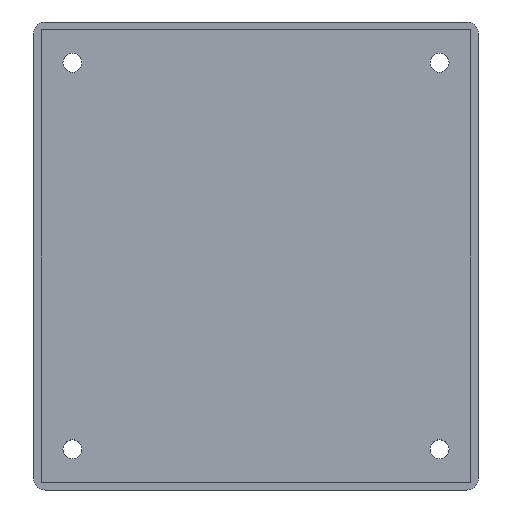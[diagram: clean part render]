
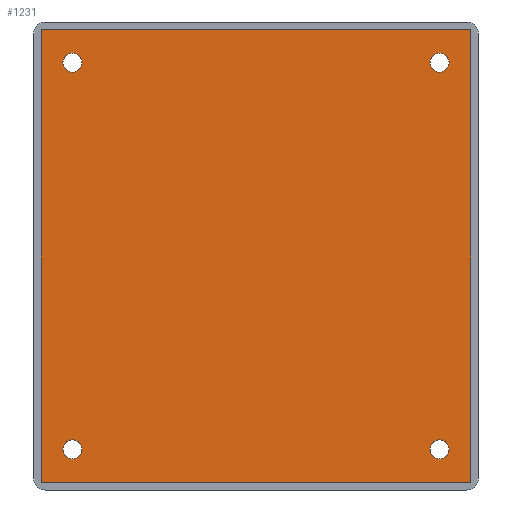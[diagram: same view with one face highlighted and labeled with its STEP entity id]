
A CAD part, top view. The second image highlights one B-rep face of the part: STEP entity #1231.
In plain terms, the highlighted planar face has unit normal (0, 0, 1).
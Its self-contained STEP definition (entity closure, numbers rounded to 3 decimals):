
#37=LINE($,#2148,#85);
#38=LINE($,#2150,#86);
#39=LINE($,#2152,#87);
#40=LINE($,#2153,#88);
#85=VECTOR($,#1785,56.4);
#86=VECTOR($,#1786,59.5);
#87=VECTOR($,#1787,56.4);
#88=VECTOR($,#1788,59.5);
#233=FACE_BOUND($,#491,.T.);
#234=FACE_BOUND($,#492,.T.);
#235=FACE_BOUND($,#493,.T.);
#236=FACE_BOUND($,#494,.T.);
#340=FACE_OUTER_BOUND($,#490,.T.);
#490=EDGE_LOOP($,(#1017,#1018,#1019,#1020));
#491=EDGE_LOOP($,(#1021));
#492=EDGE_LOOP($,(#1022));
#493=EDGE_LOOP($,(#1023));
#494=EDGE_LOOP($,(#1024));
#583=CIRCLE($,#1427,1.25);
#585=CIRCLE($,#1433,1.25);
#586=CIRCLE($,#1434,1.25);
#587=CIRCLE($,#1435,1.25);
#667=VERTEX_POINT($,#2132);
#673=VERTEX_POINT($,#2146);
#674=VERTEX_POINT($,#2147);
#675=VERTEX_POINT($,#2149);
#676=VERTEX_POINT($,#2151);
#677=VERTEX_POINT($,#2154);
#678=VERTEX_POINT($,#2156);
#679=VERTEX_POINT($,#2158);
#787=EDGE_CURVE($,#667,#667,#583,.T.);
#793=EDGE_CURVE($,#673,#674,#37,.T.);
#794=EDGE_CURVE($,#675,#673,#38,.T.);
#795=EDGE_CURVE($,#676,#675,#39,.T.);
#796=EDGE_CURVE($,#674,#676,#40,.T.);
#797=EDGE_CURVE($,#677,#677,#585,.T.);
#798=EDGE_CURVE($,#678,#678,#586,.T.);
#799=EDGE_CURVE($,#679,#679,#587,.T.);
#1017=ORIENTED_EDGE($,*,*,#793,.F.);
#1018=ORIENTED_EDGE($,*,*,#794,.F.);
#1019=ORIENTED_EDGE($,*,*,#795,.F.);
#1020=ORIENTED_EDGE($,*,*,#796,.F.);
#1021=ORIENTED_EDGE($,*,*,#787,.T.);
#1022=ORIENTED_EDGE($,*,*,#797,.F.);
#1023=ORIENTED_EDGE($,*,*,#798,.F.);
#1024=ORIENTED_EDGE($,*,*,#799,.T.);
#1139=PLANE($,#1432);
#1231=ADVANCED_FACE($,(#340,#233,#234,#235,#236),#1139,.F.);
#1427=AXIS2_PLACEMENT_3D($,#2133,#1771,#1772);
#1432=AXIS2_PLACEMENT_3D($,#2145,#1783,#1784);
#1433=AXIS2_PLACEMENT_3D($,#2155,#1789,#1790);
#1434=AXIS2_PLACEMENT_3D($,#2157,#1791,#1792);
#1435=AXIS2_PLACEMENT_3D($,#2159,#1793,#1794);
#1771=DIRECTION('center_axis',(0.,0.,
-1.));
#1772=DIRECTION('ref_axis',(-1.,0.,0.));
#1783=DIRECTION('center_axis',(0.,0.,
-1.));
#1784=DIRECTION('ref_axis',(0.,1.,0.));
#1785=DIRECTION($,(-1.,0.,0.));
#1786=DIRECTION($,(0.,-1.,0.));
#1787=DIRECTION($,(1.,0.,0.));
#1788=DIRECTION($,(0.,1.,0.));
#1789=DIRECTION('center_axis',(0.,0.,
1.));
#1790=DIRECTION('ref_axis',(1.,0.,0.));
#1791=DIRECTION('center_axis',(0.,0.,
1.));
#1792=DIRECTION('ref_axis',(-1.,0.,0.));
#1793=DIRECTION('center_axis',(0.,0.,
-1.));
#1794=DIRECTION('ref_axis',(1.,0.,0.));
#2132=CARTESIAN_POINT('',(22.88,-25.4,12.7));
#2133=CARTESIAN_POINT('Origin',(24.13,-25.4,12.7));
#2145=CARTESIAN_POINT('Origin',(-30.995,-32.7,12.7));
#2146=CARTESIAN_POINT('',(28.2,-29.75,12.7));
#2147=CARTESIAN_POINT('',(-28.2,-29.75,12.7));
#2148=CARTESIAN_POINT($,(27.7,-29.75,12.7));
#2149=CARTESIAN_POINT('',(28.2,29.75,12.7));
#2150=CARTESIAN_POINT($,(28.2,29.75,12.7));
#2151=CARTESIAN_POINT('',(-28.2,29.75,12.7));
#2152=CARTESIAN_POINT($,(-27.7,29.75,12.7));
#2153=CARTESIAN_POINT($,(-28.2,-29.75,12.7));
#2154=CARTESIAN_POINT('',(-22.88,-25.4,12.7));
#2155=CARTESIAN_POINT('Origin',(-24.13,-25.4,12.7));
#2156=CARTESIAN_POINT('',(22.88,25.4,12.7));
#2157=CARTESIAN_POINT('Origin',(24.13,25.4,12.7));
#2158=CARTESIAN_POINT('',(-22.88,25.4,12.7));
#2159=CARTESIAN_POINT('Origin',(-24.13,25.4,12.7));
